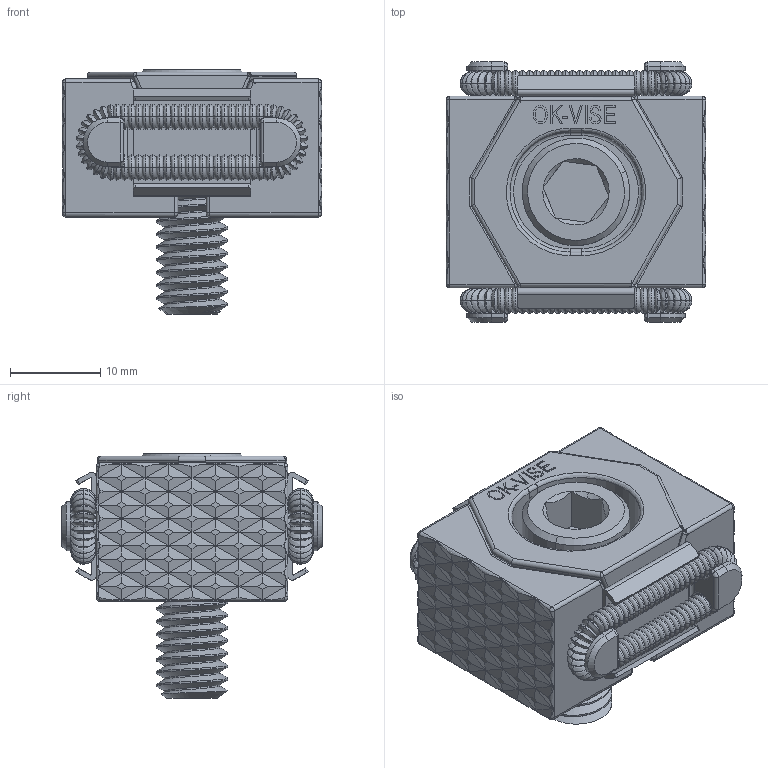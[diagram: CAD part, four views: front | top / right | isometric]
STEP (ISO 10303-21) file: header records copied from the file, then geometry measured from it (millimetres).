
FILE_DESCRIPTION (( 'STEP AP214' ), '1' );
FILE_NAME ('47105.STEP', '2016-09-29T17:40:48', ( 'Mike W' ), ( '' ), 'SwSTEP 2.0', 'SolidWorks 2016', '' );
FILE_SCHEMA (( 'AUTOMOTIVE_DESIGN' ));
Length unit declared in the file: inch
Products named in the file (6): 5161834-SHCS_5161834; BK2-GUIDE_PLATE_BK2-GUIDE_PLATE; BK2-VT_SPRING_OKBK2-SPRING; 471051_471051; BK2-VT_Wedge_OKBK2_wedge; 47105
Assembly tree (8 placements, depth 2):
  47105
    BK2-VT_Wedge_OKBK2_wedge
    471051_471051  x2
    BK2-VT_SPRING_OKBK2-SPRING  x2
    BK2-GUIDE_PLATE_BK2-GUIDE_PLATE  x2
    5161834-SHCS_5161834
Bounding box: 28.71 x 28.8 x 26.99 mm (x, y, z)
Volume: 9605.3 mm3; surface area: 8155.9 mm2
Topology: 8 solids, 8 shells, 1762 faces, 4086 edges, 2303 vertices
Faces by surface type: plane 816, bspline 734, cylinder 195, cone 17
Entity records: 42843 total; most frequent: CARTESIAN_POINT 17910, ORIENTED_EDGE 4848, DIRECTION 3250, EDGE_CURVE 2424, VERTEX_POINT 1413, LINE 1182, VECTOR 1182, EDGE_LOOP 1047
